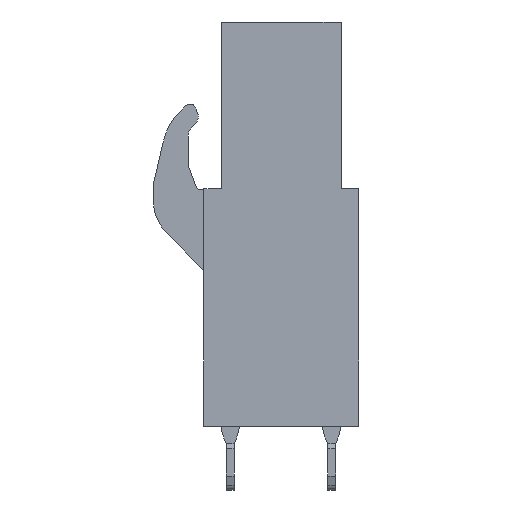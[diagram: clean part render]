
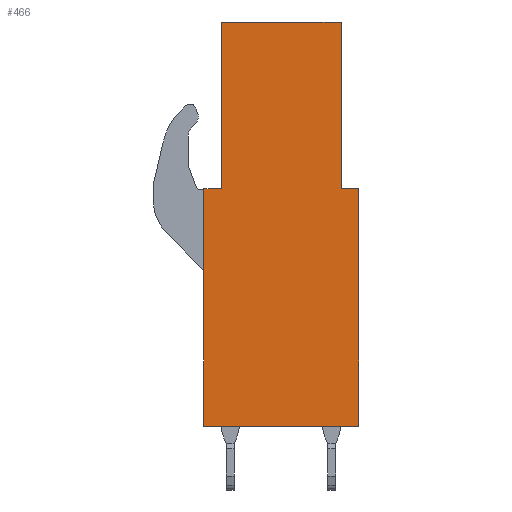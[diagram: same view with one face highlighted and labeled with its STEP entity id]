
A CAD part, left-side view. The second image highlights one B-rep face of the part: STEP entity #466.
In plain terms, the highlighted planar face has unit normal (-1, 0, 0).
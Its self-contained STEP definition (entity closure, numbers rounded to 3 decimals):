
#416=AXIS2_PLACEMENT_3D('Plane Axis2P3D',#413,#414,#415) ;
#36=CARTESIAN_POINT('Line Origine',(0.,3.875,23.45)) ;
#40=CARTESIAN_POINT('Vertex',(0.,0.875,23.45)) ;
#42=CARTESIAN_POINT('Vertex',(0.,6.875,23.45)) ;
#323=CARTESIAN_POINT('Vertex',(0.,7.75,3.2)) ;
#326=CARTESIAN_POINT('Line Origine',(0.,7.75,9.15)) ;
#330=CARTESIAN_POINT('Vertex',(0.,7.75,15.1)) ;
#413=CARTESIAN_POINT('Axis2P3D Location',(0.,0.,0.)) ;
#418=CARTESIAN_POINT('Line Origine',(0.,3.875,3.2)) ;
#422=CARTESIAN_POINT('Vertex',(0.,0.,3.2)) ;
#425=CARTESIAN_POINT('Line Origine',(0.,0.,9.15)) ;
#429=CARTESIAN_POINT('Vertex',(0.,0.,15.1)) ;
#432=CARTESIAN_POINT('Line Origine',(0.,0.438,15.1)) ;
#436=CARTESIAN_POINT('Vertex',(0.,0.875,15.1)) ;
#439=CARTESIAN_POINT('Line Origine',(0.,0.875,19.275)) ;
#444=CARTESIAN_POINT('Line Origine',(0.,6.875,19.275)) ;
#448=CARTESIAN_POINT('Vertex',(0.,6.875,15.1)) ;
#451=CARTESIAN_POINT('Line Origine',(0.,7.313,15.1)) ;
#37=DIRECTION('Vector Direction',(0.,1.,0.)) ;
#327=DIRECTION('Vector Direction',(0.,0.,1.)) ;
#414=DIRECTION('Axis2P3D Direction',(1.,0.,0.)) ;
#415=DIRECTION('Axis2P3D XDirection',(0.,1.,0.)) ;
#419=DIRECTION('Vector Direction',(0.,1.,0.)) ;
#426=DIRECTION('Vector Direction',(0.,0.,1.)) ;
#433=DIRECTION('Vector Direction',(0.,1.,0.)) ;
#440=DIRECTION('Vector Direction',(0.,0.,1.)) ;
#445=DIRECTION('Vector Direction',(0.,0.,1.)) ;
#452=DIRECTION('Vector Direction',(0.,-1.,0.)) ;
#38=VECTOR('Line Direction',#37,1.) ;
#328=VECTOR('Line Direction',#327,1.) ;
#420=VECTOR('Line Direction',#419,1.) ;
#427=VECTOR('Line Direction',#426,1.) ;
#434=VECTOR('Line Direction',#433,1.) ;
#441=VECTOR('Line Direction',#440,1.) ;
#446=VECTOR('Line Direction',#445,1.) ;
#453=VECTOR('Line Direction',#452,1.) ;
#457=ORIENTED_EDGE('',*,*,#332,.F.) ;
#458=ORIENTED_EDGE('',*,*,#424,.F.) ;
#459=ORIENTED_EDGE('',*,*,#431,.T.) ;
#460=ORIENTED_EDGE('',*,*,#438,.F.) ;
#461=ORIENTED_EDGE('',*,*,#443,.F.) ;
#462=ORIENTED_EDGE('',*,*,#44,.T.) ;
#463=ORIENTED_EDGE('',*,*,#450,.F.) ;
#464=ORIENTED_EDGE('',*,*,#455,.F.) ;
#466=ADVANCED_FACE('BLL 5.08/13/180 3.2 SN OR 1648900000',(#465),#417,.F.) ;
#44=EDGE_CURVE('',#41,#43,#39,.T.) ;
#332=EDGE_CURVE('',#324,#331,#329,.T.) ;
#424=EDGE_CURVE('',#423,#324,#421,.T.) ;
#431=EDGE_CURVE('',#423,#430,#428,.T.) ;
#438=EDGE_CURVE('',#437,#430,#435,.F.) ;
#443=EDGE_CURVE('',#41,#437,#442,.F.) ;
#450=EDGE_CURVE('',#449,#43,#447,.T.) ;
#455=EDGE_CURVE('',#331,#449,#454,.T.) ;
#456=EDGE_LOOP('',(#457,#458,#459,#460,#461,#462,#463,#464)) ;
#465=FACE_OUTER_BOUND('',#456,.T.) ;
#39=LINE('Line',#36,#38) ;
#329=LINE('Line',#326,#328) ;
#421=LINE('Line',#418,#420) ;
#428=LINE('Line',#425,#427) ;
#435=LINE('Line',#432,#434) ;
#442=LINE('Line',#439,#441) ;
#447=LINE('Line',#444,#446) ;
#454=LINE('Line',#451,#453) ;
#417=PLANE('',#416) ;
#41=VERTEX_POINT('',#40) ;
#43=VERTEX_POINT('',#42) ;
#324=VERTEX_POINT('',#323) ;
#331=VERTEX_POINT('',#330) ;
#423=VERTEX_POINT('',#422) ;
#430=VERTEX_POINT('',#429) ;
#437=VERTEX_POINT('',#436) ;
#449=VERTEX_POINT('',#448) ;
